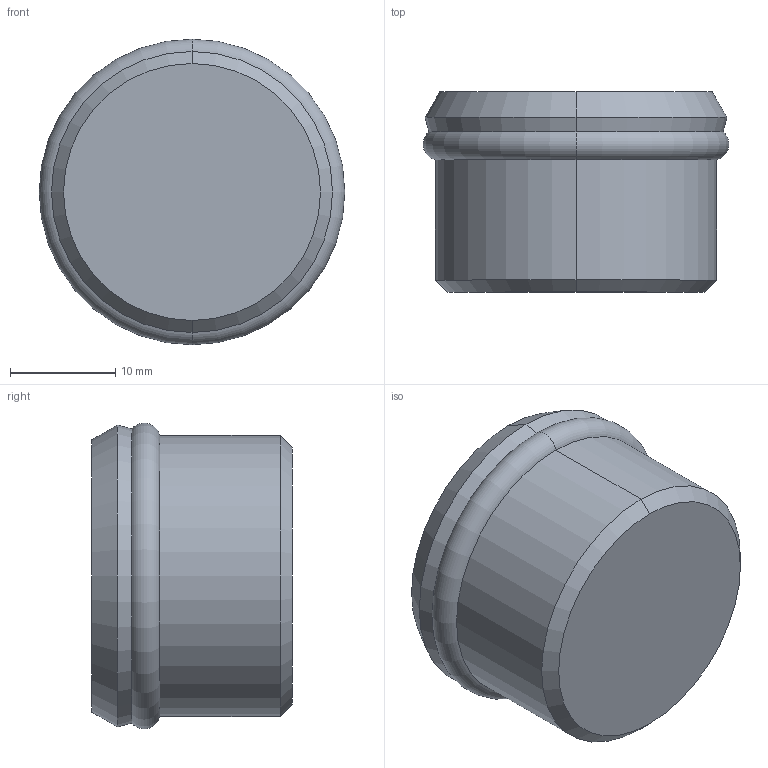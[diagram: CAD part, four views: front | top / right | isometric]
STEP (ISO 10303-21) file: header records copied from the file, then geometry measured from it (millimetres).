
FILE_DESCRIPTION((''),'2;1');
FILE_NAME('ILC30601112','2005-08-18T',('KR'),(''),'PRO/ENGINEER BY PARAMETRIC TECHNOLOGY CORPORATION, 2004290','PRO/ENGINEER BY PARAMETRIC TECHNOLOGY CORPORATION, 2004290','');
FILE_SCHEMA(('AUTOMOTIVE_DESIGN_CC2 { 1 2 10303 214 -1 1 5 2 }'));
Length unit declared in the file: inch
Products named in the file (1): ILC30601112
Bounding box: 29.06 x 19.05 x 29.06 mm (x, y, z)
Volume: 9551.8 mm3; surface area: 3114.3 mm2
Topology: 1 solids, 1 shells, 21 faces, 46 edges, 28 vertices
Faces by surface type: plane 9, cone 8, cylinder 2, torus 2
Entity records: 914 total; most frequent: CARTESIAN_POINT 159, COLOUR_RGB 107, DIRECTION 96, ORIENTED_EDGE 92, PRESENTATION_STYLE_ASSIGNMENT 49, STYLED_ITEM 47, CURVE_STYLE 46, EDGE_CURVE 46
